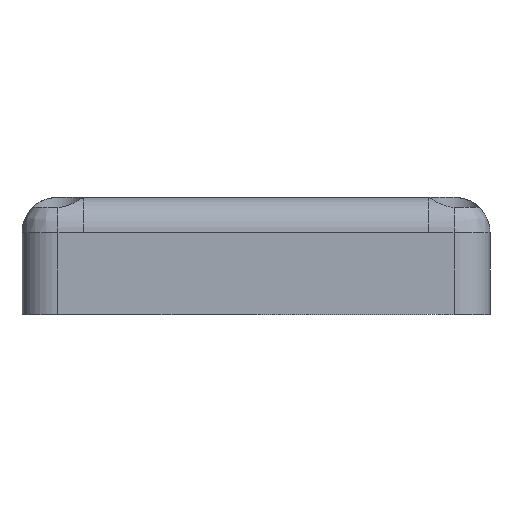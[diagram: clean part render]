
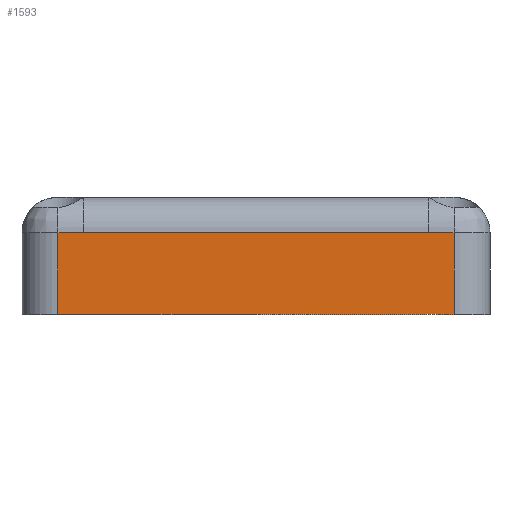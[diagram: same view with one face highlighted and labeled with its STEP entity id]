
A CAD part, left-side view. The second image highlights one B-rep face of the part: STEP entity #1593.
In plain terms, the highlighted planar face has unit normal (-1, 0, 0).
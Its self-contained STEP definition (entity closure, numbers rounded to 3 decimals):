
#181=LINE('',#2695,#333);
#182=LINE('',#2710,#334);
#183=LINE('',#2737,#335);
#191=LINE('',#2780,#343);
#192=LINE('',#2784,#344);
#193=LINE('',#2785,#345);
#333=VECTOR('',#2093,10.);
#334=VECTOR('',#2098,10.);
#335=VECTOR('',#2109,10.);
#343=VECTOR('',#2137,10.);
#344=VECTOR('',#2142,10.);
#345=VECTOR('',#2143,10.);
#462=FACE_OUTER_BOUND('',#565,.T.);
#565=EDGE_LOOP('',(#1358,#1359,#1360,#1361,#1362,#1363));
#763=VERTEX_POINT('',#2692);
#764=VERTEX_POINT('',#2694);
#766=VERTEX_POINT('',#2709);
#768=VERTEX_POINT('',#2735);
#774=VERTEX_POINT('',#2779);
#775=VERTEX_POINT('',#2783);
#959=EDGE_CURVE('',#763,#764,#181,.T.);
#962=EDGE_CURVE('',#764,#766,#182,.T.);
#968=EDGE_CURVE('',#768,#763,#183,.T.);
#981=EDGE_CURVE('',#766,#774,#191,.T.);
#983=EDGE_CURVE('',#775,#768,#192,.T.);
#984=EDGE_CURVE('',#774,#775,#193,.T.);
#1358=ORIENTED_EDGE('',*,*,#962,.F.);
#1359=ORIENTED_EDGE('',*,*,#959,.F.);
#1360=ORIENTED_EDGE('',*,*,#968,.F.);
#1361=ORIENTED_EDGE('',*,*,#983,.F.);
#1362=ORIENTED_EDGE('',*,*,#984,.F.);
#1363=ORIENTED_EDGE('',*,*,#981,.F.);
#1511=PLANE('',#1746);
#1593=ADVANCED_FACE('',(#462),#1511,.T.);
#1746=AXIS2_PLACEMENT_3D('',#2782,#2140,#2141);
#2093=DIRECTION('',(0.,-1.,0.));
#2098=DIRECTION('',(0.,-1.,0.));
#2109=DIRECTION('',(0.,-1.,0.));
#2137=DIRECTION('',(0.,0.,-1.));
#2140=DIRECTION('center_axis',(-1.,0.,0.));
#2141=DIRECTION('ref_axis',(0.,1.,0.));
#2142=DIRECTION('',(0.,0.,1.));
#2143=DIRECTION('',(0.,1.,0.));
#2692=CARTESIAN_POINT('',(-31.5,19.202,11.1));
#2694=CARTESIAN_POINT('',(-31.5,-19.202,11.1));
#2695=CARTESIAN_POINT('',(-31.5,-13.,11.1));
#2709=CARTESIAN_POINT('',(-31.5,-22.,11.1));
#2710=CARTESIAN_POINT('',(-31.5,-13.,11.1));
#2735=CARTESIAN_POINT('',(-31.5,22.,11.1));
#2737=CARTESIAN_POINT('',(-31.5,-13.,11.1));
#2779=CARTESIAN_POINT('',(-31.5,-22.,2.));
#2780=CARTESIAN_POINT('',(-31.5,-22.,12.));
#2782=CARTESIAN_POINT('Origin',(-31.5,-26.,12.));
#2783=CARTESIAN_POINT('',(-31.5,22.,2.));
#2784=CARTESIAN_POINT('',(-31.5,22.,12.));
#2785=CARTESIAN_POINT('',(-31.5,-26.,2.));
